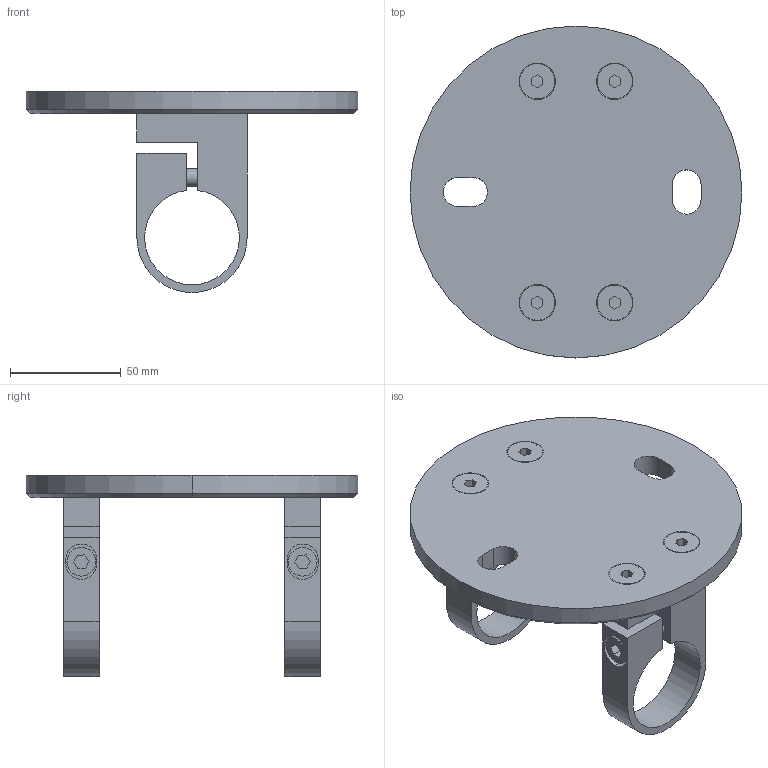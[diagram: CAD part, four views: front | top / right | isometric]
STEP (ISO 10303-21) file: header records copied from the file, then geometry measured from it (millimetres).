
FILE_DESCRIPTION (( 'STEP AP203' ), '1' );
FILE_NAME ('A14_2x42-150.STEP', '2023-05-25T09:01:58', ( '' ), ( '' ), 'SwSTEP 2.0', 'SolidWorks 2019', '' );
FILE_SCHEMA (( 'CONFIG_CONTROL_DESIGN' ));
Length unit declared in the file: millimetre
Products named in the file (5): Skrutka DIN 7991 ZINK._Skrutka M 8x 20 ; A14_2x42-150.P2; A14_2x42-150.P1_a6_2x42; stn en iso 4762_SKRUTKA M 8x 30; A14_2x42-150
Assembly tree (9 placements, depth 2):
  A14_2x42-150
    A14_2x42-150.P1_a6_2x42
    A14_2x42-150.P2  x2
    Skrutka DIN 7991 ZINK._Skrutka M 8x 20   x4
    stn en iso 4762_SKRUTKA M 8x 30  x2
Bounding box: 150 x 150 x 90.9 mm (x, y, z)
Volume: 228832.4 mm3; surface area: 74103.3 mm2
Topology: 9 solids, 9 shells, 213 faces, 503 edges, 316 vertices
Faces by surface type: plane 106, cylinder 69, cone 38
Entity records: 3899 total; most frequent: DIRECTION 604, CARTESIAN_POINT 551, ORIENTED_EDGE 524, EDGE_CURVE 262, AXIS2_PLACEMENT_3D 219, VERTEX_POINT 166, VECTOR 166, LINE 166
